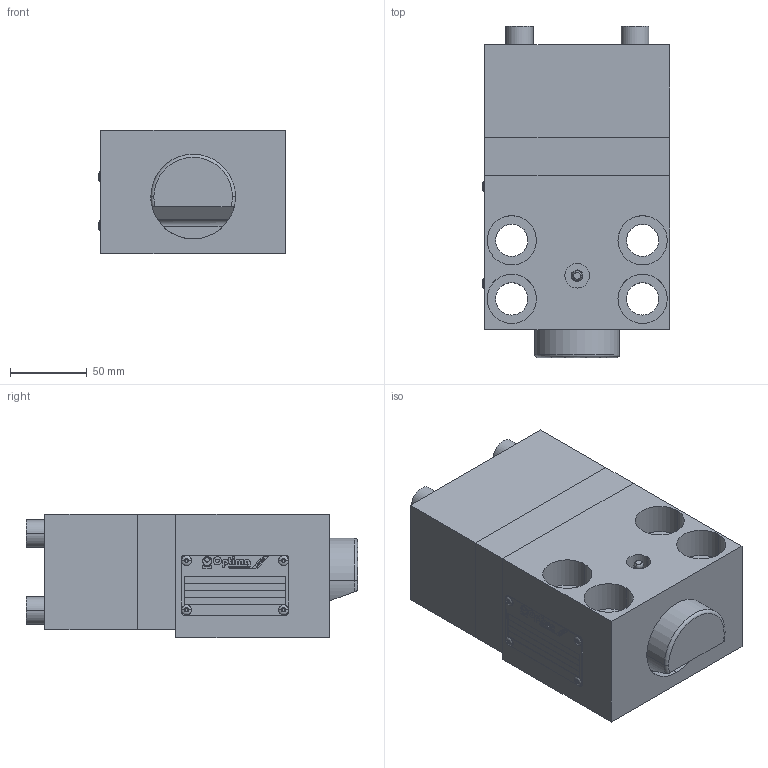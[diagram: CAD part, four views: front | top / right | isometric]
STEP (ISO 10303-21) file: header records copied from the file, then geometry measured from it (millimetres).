
FILE_DESCRIPTION(('STEP AP214'),'1');
FILE_NAME('38466308_HKS100_L.stp','2019-09-04T09:49:59',(' '),(' '),'Spatial InterOp 3D',' ',' ');
FILE_SCHEMA(('automotive_design'));
Length unit declared in the file: millimetre
Products named in the file (14): 1; 2; 3; 4; 5; 6; 7; 8; 9; 10; 11; 12
Bounding box: 121.5 x 215.11 x 80 mm (x, y, z)
Volume: 1452275.2 mm3; surface area: 243065.3 mm2
Topology: 14 solids, 14 shells, 831 faces, 2052 edges, 1320 vertices
Faces by surface type: plane 384, cylinder 195, extrusion 133, cone 56, torus 43, sphere 12, bspline 4, revolution 4
Entity records: 32255 total; most frequent: CARTESIAN_POINT 5691, ORIENTED_EDGE 4040, DIRECTION 3898, EDGE_CURVE 2020, AXIS2_PLACEMENT_3D 1326, VERTEX_POINT 1320, VECTOR 1242, LINE 1109
